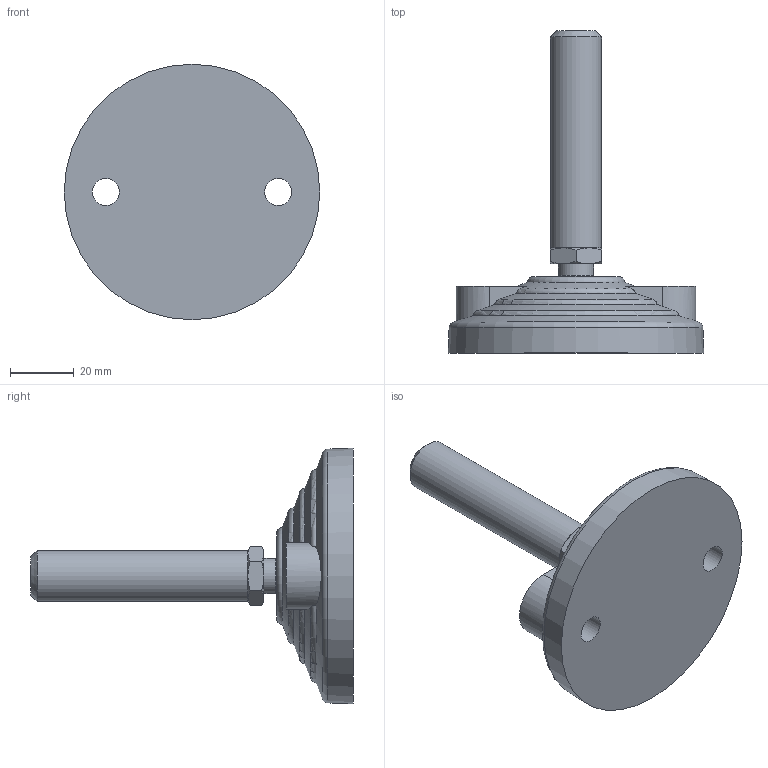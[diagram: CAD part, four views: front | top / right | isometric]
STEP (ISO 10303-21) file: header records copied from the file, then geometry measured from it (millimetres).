
FILE_DESCRIPTION(/* description */ ('PIEDE SNODATO ANTIV. D=80 H=115 M16'),/* implementation_level */ '2;1');
FILE_NAME(/* name */ 'CPDSN0000019.stp',/* time_stamp */ '2019-02-04T17:52:52+01:00',/* author */ ('fzagni'),/* organization */ (''),/* preprocessor_version */ 'ST-DEVELOPER v17.2',/* originating_system */ 'Autodesk Inventor 2019',/* authorisation */ '');
FILE_SCHEMA (('AUTOMOTIVE_DESIGN { 1 0 10303 214 3 1 1 }'));
Length unit declared in the file: millimetre
Products named in the file (3): CPDSN0000044; !3DSD001426!!!; !3DSD001427!!!
Assembly tree (2 placements, depth 2):
  CPDSN0000044
    !3DSD001426!!!
    !3DSD001427!!!
Bounding box: 80 x 101 x 80 mm (x, y, z)
Volume: 96107.4 mm3; surface area: 19452.2 mm2
Topology: 2 solids, 2 shells, 46 faces, 124 edges, 83 vertices
Faces by surface type: plane 17, cone 12, torus 8, cylinder 7, sphere 2
Full cylindrical faces by diameter (mm): 8.5 x2, 11 x1, 14 x1, 16 x1
Entity records: 1673 total; most frequent: CARTESIAN_POINT 483, ORIENTED_EDGE 242, DIRECTION 221, EDGE_CURVE 121, AXIS2_PLACEMENT_3D 97, VERTEX_POINT 83, EDGE_LOOP 54, FACE_OUTER_BOUND 46
